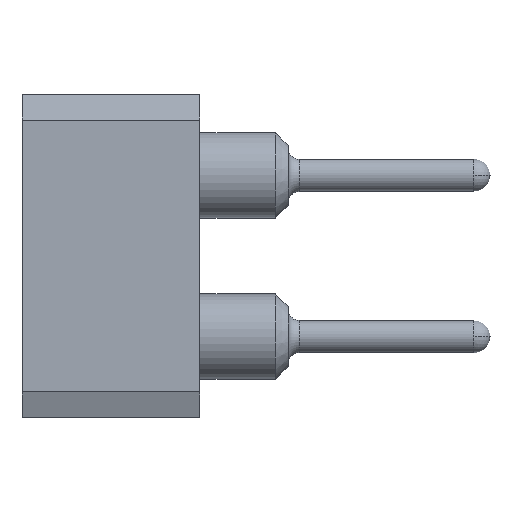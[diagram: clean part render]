
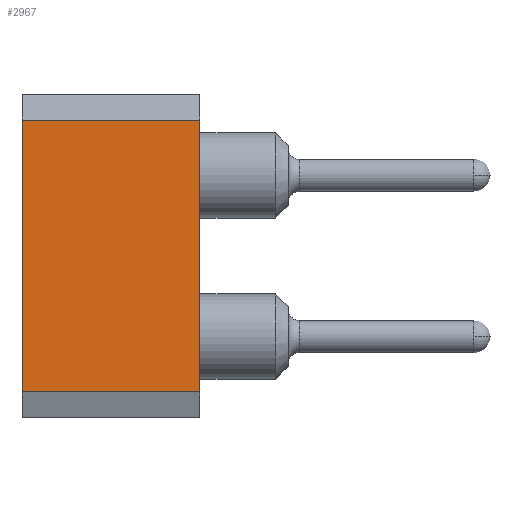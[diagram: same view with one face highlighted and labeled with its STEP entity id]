
A CAD part, left-side view. The second image highlights one B-rep face of the part: STEP entity #2967.
In plain terms, the highlighted planar face has unit normal (-1, 0, 0).
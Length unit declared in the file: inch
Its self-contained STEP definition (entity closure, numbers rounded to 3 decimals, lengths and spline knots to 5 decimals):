
#92 = VERTEX_POINT ( 'NONE', #2579 ) ;
#167 = AXIS2_PLACEMENT_3D ( 'NONE', #2831, #4905, #2292 ) ;
#416 = ORIENTED_EDGE ( 'NONE', *, *, #6037, .F. ) ;
#449 = CARTESIAN_POINT ( 'NONE',  ( -0.01203, 0., -0.18425 ) ) ;
#804 = EDGE_CURVE ( 'NONE', #1542, #3859, #1864, .T. ) ;
#807 = ORIENTED_EDGE ( 'NONE', *, *, #5082, .F. ) ;
#812 = CARTESIAN_POINT ( 'NONE',  ( -0.01203, -0.11, -0.01575 ) ) ;
#969 = ORIENTED_EDGE ( 'NONE', *, *, #804, .T. ) ;
#1040 = DIRECTION ( 'NONE',  ( 0., 0., 1. ) ) ;
#1207 = PLANE ( 'NONE',  #167 ) ;
#1225 = VECTOR ( 'NONE', #1040, 39.37008 ) ;
#1542 = VERTEX_POINT ( 'NONE', #5471 ) ;
#1650 = VECTOR ( 'NONE', #3871, 39.37008 ) ;
#1864 = LINE ( 'NONE', #2849, #4573 ) ;
#2292 = DIRECTION ( 'NONE',  ( 0., 0., 1. ) ) ;
#2379 = LINE ( 'NONE', #812, #3278 ) ;
#2579 = CARTESIAN_POINT ( 'NONE',  ( -0.01203, 0., -0.01575 ) ) ;
#2831 = CARTESIAN_POINT ( 'NONE',  ( -0.01203, -0.11, -0.18425 ) ) ;
#2849 = CARTESIAN_POINT ( 'NONE',  ( -0.01203, -0.11, -0.18425 ) ) ;
#2889 = CARTESIAN_POINT ( 'NONE',  ( -0.01203, -0.11, -0.18425 ) ) ;
#2967 = ADVANCED_FACE ( 'NONE', ( #5411 ), #1207, .T. ) ;
#3213 = VERTEX_POINT ( 'NONE', #4111 ) ;
#3269 = DIRECTION ( 'NONE',  ( 0., 1., 0. ) ) ;
#3278 = VECTOR ( 'NONE', #3269, 39.37008 ) ;
#3425 = CARTESIAN_POINT ( 'NONE',  ( -0.01203, -0.11, -0.01575 ) ) ;
#3859 = VERTEX_POINT ( 'NONE', #3425 ) ;
#3871 = DIRECTION ( 'NONE',  ( 0., 1., 0. ) ) ;
#3954 = EDGE_LOOP ( 'NONE', ( #416, #807, #969, #4726 ) ) ;
#4111 = CARTESIAN_POINT ( 'NONE',  ( -0.01203, 0., -0.18425 ) ) ;
#4167 = LINE ( 'NONE', #449, #1225 ) ;
#4514 = LINE ( 'NONE', #2889, #1650 ) ;
#4573 = VECTOR ( 'NONE', #5555, 39.37008 ) ;
#4726 = ORIENTED_EDGE ( 'NONE', *, *, #4790, .T. ) ;
#4790 = EDGE_CURVE ( 'NONE', #3859, #92, #2379, .T. ) ;
#4905 = DIRECTION ( 'NONE',  ( -1., 0., 0. ) ) ;
#5082 = EDGE_CURVE ( 'NONE', #1542, #3213, #4514, .T. ) ;
#5411 = FACE_OUTER_BOUND ( 'NONE', #3954, .T. ) ;
#5471 = CARTESIAN_POINT ( 'NONE',  ( -0.01203, -0.11, -0.18425 ) ) ;
#5555 = DIRECTION ( 'NONE',  ( 0., 0., 1. ) ) ;
#6037 = EDGE_CURVE ( 'NONE', #3213, #92, #4167, .T. ) ;
